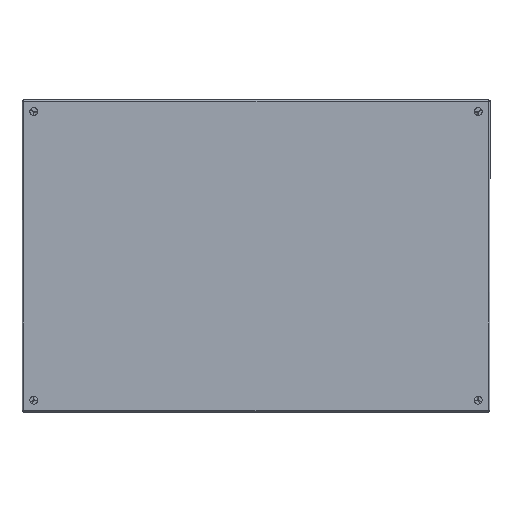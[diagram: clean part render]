
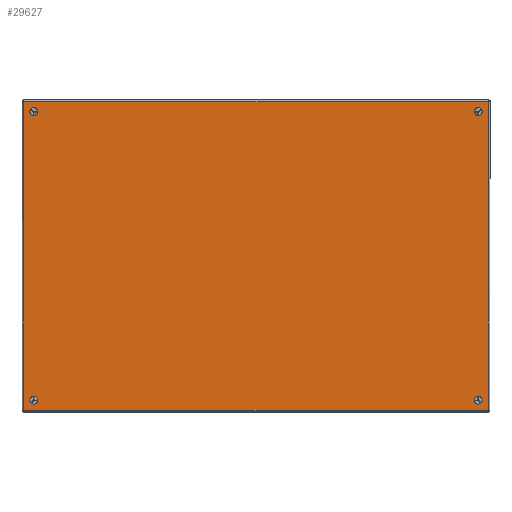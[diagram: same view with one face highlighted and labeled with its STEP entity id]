
A CAD part, top view. The second image highlights one B-rep face of the part: STEP entity #29627.
In plain terms, the highlighted face is planar.
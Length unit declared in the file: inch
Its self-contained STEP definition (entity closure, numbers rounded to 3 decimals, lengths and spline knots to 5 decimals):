
#795 = CARTESIAN_POINT ( 'NONE',  ( 0., 29.5, -9.25 ) ) ;
#823 = VERTEX_POINT ( 'NONE', #795 ) ;
#913 = VERTEX_POINT ( 'NONE', #2594 ) ;
#1062 = DIRECTION ( 'NONE',  ( -1., 0., 0. ) ) ;
#1639 = VERTEX_POINT ( 'NONE', #22788 ) ;
#1908 = DIRECTION ( 'NONE',  ( -1., 0., 0. ) ) ;
#2594 = CARTESIAN_POINT ( 'NONE',  ( 0., 0.5, -9.25 ) ) ;
#3064 = VECTOR ( 'NONE', #25332, 39.37008 ) ;
#3077 = VECTOR ( 'NONE', #9640, 39.37008 ) ;
#3699 = LINE ( 'NONE', #28474, #3064 ) ;
#3752 = EDGE_CURVE ( 'NONE', #44921, #21917, #19483, .T. ) ;
#4000 = CARTESIAN_POINT ( 'NONE',  ( 0., 1., 9.25 ) ) ;
#4143 = FACE_BOUND ( 'NONE', #14399, .T. ) ;
#4720 = DIRECTION ( 'NONE',  ( 0., 1., 0. ) ) ;
#4822 = FACE_BOUND ( 'NONE', #23037, .T. ) ;
#4849 = VECTOR ( 'NONE', #19251, 39.37008 ) ;
#5260 = DIRECTION ( 'NONE',  ( -1., 0., 0. ) ) ;
#5322 = CIRCLE ( 'NONE', #11168, 0.25 ) ;
#5786 = CIRCLE ( 'NONE', #9441, 0.25 ) ;
#6638 = DIRECTION ( 'NONE',  ( -1., 0., 0. ) ) ;
#7745 = EDGE_CURVE ( 'NONE', #17824, #32649, #44961, .T. ) ;
#7811 = EDGE_CURVE ( 'NONE', #21917, #28973, #44201, .T. ) ;
#8587 = CIRCLE ( 'NONE', #38939, 0.25 ) ;
#8874 = DIRECTION ( 'NONE',  ( -1., 0., 0. ) ) ;
#9185 = CARTESIAN_POINT ( 'NONE',  ( 0., 29., -9.25 ) ) ;
#9441 = AXIS2_PLACEMENT_3D ( 'NONE', #27185, #26971, #41158 ) ;
#9640 = DIRECTION ( 'NONE',  ( 0., 0., -1. ) ) ;
#9886 = ORIENTED_EDGE ( 'NONE', *, *, #36052, .F. ) ;
#10125 = EDGE_LOOP ( 'NONE', ( #30590, #30561 ) ) ;
#10497 = VERTEX_POINT ( 'NONE', #9185 ) ;
#10878 = EDGE_CURVE ( 'NONE', #26321, #17227, #27093, .T. ) ;
#11010 = FACE_BOUND ( 'NONE', #24818, .T. ) ;
#11168 = AXIS2_PLACEMENT_3D ( 'NONE', #36343, #5260, #29561 ) ;
#11701 = FACE_OUTER_BOUND ( 'NONE', #18182, .T. ) ;
#12444 = EDGE_CURVE ( 'NONE', #913, #1639, #8587, .T. ) ;
#12610 = ORIENTED_EDGE ( 'NONE', *, *, #35891, .F. ) ;
#12898 = CARTESIAN_POINT ( 'NONE',  ( 0., 29.25, 9.25 ) ) ;
#12935 = CARTESIAN_POINT ( 'NONE',  ( 0., 29.25, 9.25 ) ) ;
#13328 = DIRECTION ( 'NONE',  ( 0., 1., 0. ) ) ;
#13715 = VERTEX_POINT ( 'NONE', #40846 ) ;
#14256 = ORIENTED_EDGE ( 'NONE', *, *, #29414, .F. ) ;
#14300 = CARTESIAN_POINT ( 'NONE',  ( 0., 29.5, 9.25 ) ) ;
#14399 = EDGE_LOOP ( 'NONE', ( #19558, #43339 ) ) ;
#15110 = AXIS2_PLACEMENT_3D ( 'NONE', #23457, #6638, #44084 ) ;
#15416 = EDGE_CURVE ( 'NONE', #17227, #26321, #39486, .T. ) ;
#15775 = CARTESIAN_POINT ( 'NONE',  ( 0., 0.108, 9.928 ) ) ;
#16181 = DIRECTION ( 'NONE',  ( 0., -1., 0. ) ) ;
#16775 = ORIENTED_EDGE ( 'NONE', *, *, #27785, .F. ) ;
#17194 = CIRCLE ( 'NONE', #36033, 0.25 ) ;
#17227 = VERTEX_POINT ( 'NONE', #4000 ) ;
#17824 = VERTEX_POINT ( 'NONE', #34101 ) ;
#18182 = EDGE_LOOP ( 'NONE', ( #12610, #21753, #35716, #14256 ) ) ;
#19251 = DIRECTION ( 'NONE',  ( 0., 0., 1. ) ) ;
#19483 = LINE ( 'NONE', #33317, #4849 ) ;
#19558 = ORIENTED_EDGE ( 'NONE', *, *, #15416, .F. ) ;
#20570 = DIRECTION ( 'NONE',  ( -1., 0., 0. ) ) ;
#21439 = FACE_BOUND ( 'NONE', #10125, .T. ) ;
#21673 = CARTESIAN_POINT ( 'NONE',  ( 0., 29.892, -9.892 ) ) ;
#21753 = ORIENTED_EDGE ( 'NONE', *, *, #7811, .F. ) ;
#21917 = VERTEX_POINT ( 'NONE', #27412 ) ;
#22640 = DIRECTION ( 'NONE',  ( 0., 1., 0. ) ) ;
#22788 = CARTESIAN_POINT ( 'NONE',  ( 0., 1., -9.25 ) ) ;
#22913 = DIRECTION ( 'NONE',  ( -1., 0., 0. ) ) ;
#23037 = EDGE_LOOP ( 'NONE', ( #9886, #16775 ) ) ;
#23457 = CARTESIAN_POINT ( 'NONE',  ( 0., 0.75, -9.25 ) ) ;
#24818 = EDGE_LOOP ( 'NONE', ( #37795, #43390 ) ) ;
#25332 = DIRECTION ( 'NONE',  ( 0., 1., 0. ) ) ;
#25444 = AXIS2_PLACEMENT_3D ( 'NONE', #12935, #22913, #44640 ) ;
#26321 = VERTEX_POINT ( 'NONE', #44280 ) ;
#26971 = DIRECTION ( 'NONE',  ( -1., 0., 0. ) ) ;
#27093 = CIRCLE ( 'NONE', #31391, 0.25 ) ;
#27185 = CARTESIAN_POINT ( 'NONE',  ( 0., 29.25, -9.25 ) ) ;
#27210 = DIRECTION ( 'NONE',  ( 0., -1., 0. ) ) ;
#27412 = CARTESIAN_POINT ( 'NONE',  ( 0., 29.892, 9.892 ) ) ;
#27785 = EDGE_CURVE ( 'NONE', #10497, #823, #5786, .T. ) ;
#28474 = CARTESIAN_POINT ( 'NONE',  ( 0., 0.072, -9.892 ) ) ;
#28591 = CARTESIAN_POINT ( 'NONE',  ( 0., 0.75, 9.25 ) ) ;
#28835 = CIRCLE ( 'NONE', #15110, 0.25 ) ;
#28973 = VERTEX_POINT ( 'NONE', #31341 ) ;
#29240 = AXIS2_PLACEMENT_3D ( 'NONE', #39745, #33418, #16181 ) ;
#29391 = AXIS2_PLACEMENT_3D ( 'NONE', #28591, #8874, #4720 ) ;
#29414 = EDGE_CURVE ( 'NONE', #13715, #44921, #3699, .T. ) ;
#29561 = DIRECTION ( 'NONE',  ( 0., 1., 0. ) ) ;
#29627 = ADVANCED_FACE ( 'NONE', ( #4143, #11701, #21439, #11010, #4822 ), #42476, .F. ) ;
#30561 = ORIENTED_EDGE ( 'NONE', *, *, #7745, .F. ) ;
#30590 = ORIENTED_EDGE ( 'NONE', *, *, #43460, .F. ) ;
#31341 = CARTESIAN_POINT ( 'NONE',  ( 0., 0.108, 9.892 ) ) ;
#31391 = AXIS2_PLACEMENT_3D ( 'NONE', #32197, #1062, #42131 ) ;
#32197 = CARTESIAN_POINT ( 'NONE',  ( 0., 0.75, 9.25 ) ) ;
#32649 = VERTEX_POINT ( 'NONE', #14300 ) ;
#33197 = EDGE_CURVE ( 'NONE', #1639, #913, #28835, .T. ) ;
#33317 = CARTESIAN_POINT ( 'NONE',  ( 0., 29.892, 9.928 ) ) ;
#33418 = DIRECTION ( 'NONE',  ( 1., 0., 0. ) ) ;
#34101 = CARTESIAN_POINT ( 'NONE',  ( 0., 29., 9.25 ) ) ;
#35716 = ORIENTED_EDGE ( 'NONE', *, *, #3752, .F. ) ;
#35891 = EDGE_CURVE ( 'NONE', #28973, #13715, #40641, .T. ) ;
#36033 = AXIS2_PLACEMENT_3D ( 'NONE', #12898, #20570, #13328 ) ;
#36052 = EDGE_CURVE ( 'NONE', #823, #10497, #5322, .T. ) ;
#36343 = CARTESIAN_POINT ( 'NONE',  ( 0., 29.25, -9.25 ) ) ;
#37795 = ORIENTED_EDGE ( 'NONE', *, *, #33197, .F. ) ;
#38391 = VECTOR ( 'NONE', #27210, 39.37008 ) ;
#38939 = AXIS2_PLACEMENT_3D ( 'NONE', #43441, #1908, #22640 ) ;
#39486 = CIRCLE ( 'NONE', #29391, 0.25 ) ;
#39745 = CARTESIAN_POINT ( 'NONE',  ( 0., 0.072, 9.928 ) ) ;
#40641 = LINE ( 'NONE', #15775, #3077 ) ;
#40721 = CARTESIAN_POINT ( 'NONE',  ( 0., 0.072, 9.892 ) ) ;
#40846 = CARTESIAN_POINT ( 'NONE',  ( 0., 0.108, -9.892 ) ) ;
#41158 = DIRECTION ( 'NONE',  ( 0., 1., 0. ) ) ;
#42131 = DIRECTION ( 'NONE',  ( 0., 1., 0. ) ) ;
#42476 = PLANE ( 'NONE',  #29240 ) ;
#43339 = ORIENTED_EDGE ( 'NONE', *, *, #10878, .F. ) ;
#43390 = ORIENTED_EDGE ( 'NONE', *, *, #12444, .F. ) ;
#43441 = CARTESIAN_POINT ( 'NONE',  ( 0., 0.75, -9.25 ) ) ;
#43460 = EDGE_CURVE ( 'NONE', #32649, #17824, #17194, .T. ) ;
#44084 = DIRECTION ( 'NONE',  ( 0., 1., 0. ) ) ;
#44201 = LINE ( 'NONE', #40721, #38391 ) ;
#44280 = CARTESIAN_POINT ( 'NONE',  ( 0., 0.5, 9.25 ) ) ;
#44640 = DIRECTION ( 'NONE',  ( 0., 1., 0. ) ) ;
#44921 = VERTEX_POINT ( 'NONE', #21673 ) ;
#44961 = CIRCLE ( 'NONE', #25444, 0.25 ) ;
